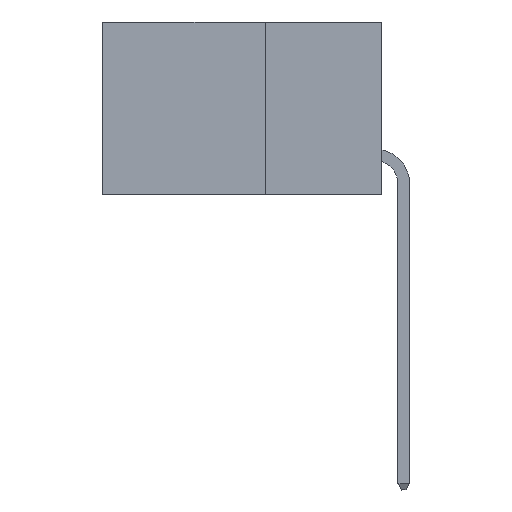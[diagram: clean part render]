
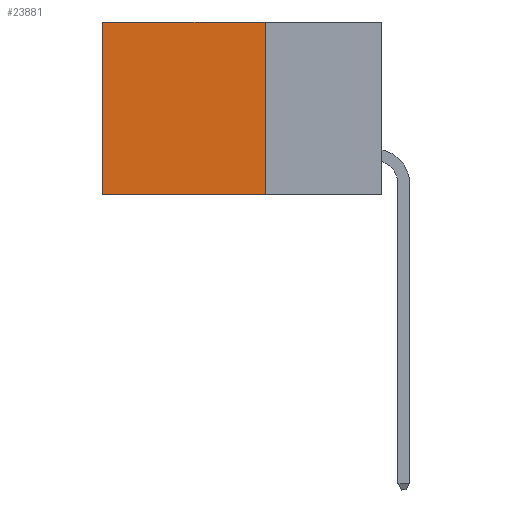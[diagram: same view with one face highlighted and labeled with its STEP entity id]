
A CAD part, left-side view. The second image highlights one B-rep face of the part: STEP entity #23881.
In plain terms, the highlighted planar face has unit normal (-1, 0, 0).
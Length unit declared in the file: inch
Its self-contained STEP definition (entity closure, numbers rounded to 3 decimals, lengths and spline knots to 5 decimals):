
#281 = EDGE_LOOP ( 'NONE', ( #8905, #11776, #22970, #20933 ) ) ;
#1631 = PLANE ( 'NONE',  #39463 ) ;
#3541 = LINE ( 'NONE', #14596, #34846 ) ;
#3781 = FACE_OUTER_BOUND ( 'NONE', #281, .T. ) ;
#6378 = EDGE_CURVE ( 'NONE', #22856, #6596, #28305, .T. ) ;
#6596 = VERTEX_POINT ( 'NONE', #29817 ) ;
#8068 = CARTESIAN_POINT ( 'NONE',  ( 0.2875, 0.6, -0.37 ) ) ;
#8905 = ORIENTED_EDGE ( 'NONE', *, *, #18991, .T. ) ;
#9035 = DIRECTION ( 'NONE',  ( 0., 1., 0. ) ) ;
#9705 = LINE ( 'NONE', #15836, #10719 ) ;
#10719 = VECTOR ( 'NONE', #42611, 39.37008 ) ;
#11125 = CARTESIAN_POINT ( 'NONE',  ( 0.2875, 0.25, -0.37 ) ) ;
#11574 = DIRECTION ( 'NONE',  ( 0., 1., 0. ) ) ;
#11776 = ORIENTED_EDGE ( 'NONE', *, *, #36531, .F. ) ;
#14596 = CARTESIAN_POINT ( 'NONE',  ( 0.2875, 0.25, -0.37 ) ) ;
#14912 = DIRECTION ( 'NONE',  ( 0., 0., -1. ) ) ;
#15836 = CARTESIAN_POINT ( 'NONE',  ( 0.2875, 0.6, 0. ) ) ;
#16452 = DIRECTION ( 'NONE',  ( 1., 0., 0. ) ) ;
#17638 = CARTESIAN_POINT ( 'NONE',  ( 0.2875, 0.25, 0. ) ) ;
#18364 = CARTESIAN_POINT ( 'NONE',  ( 0.2875, 0.25, 0. ) ) ;
#18991 = EDGE_CURVE ( 'NONE', #6596, #24927, #9705, .T. ) ;
#20933 = ORIENTED_EDGE ( 'NONE', *, *, #6378, .T. ) ;
#22856 = VERTEX_POINT ( 'NONE', #30790 ) ;
#22970 = ORIENTED_EDGE ( 'NONE', *, *, #43782, .F. ) ;
#23881 = ADVANCED_FACE ( 'NONE', ( #3781 ), #1631, .F. ) ;
#24530 = VECTOR ( 'NONE', #11574, 39.37008 ) ;
#24927 = VERTEX_POINT ( 'NONE', #8068 ) ;
#25164 = DIRECTION ( 'NONE',  ( 0., 0., -1. ) ) ;
#28305 = LINE ( 'NONE', #17638, #24530 ) ;
#29505 = VERTEX_POINT ( 'NONE', #11125 ) ;
#29817 = CARTESIAN_POINT ( 'NONE',  ( 0.2875, 0.6, 0. ) ) ;
#30790 = CARTESIAN_POINT ( 'NONE',  ( 0.2875, 0.25, 0. ) ) ;
#34259 = CARTESIAN_POINT ( 'NONE',  ( 0.2875, 0.25, 0. ) ) ;
#34846 = VECTOR ( 'NONE', #9035, 39.37008 ) ;
#35882 = LINE ( 'NONE', #18364, #43995 ) ;
#36531 = EDGE_CURVE ( 'NONE', #29505, #24927, #3541, .T. ) ;
#39463 = AXIS2_PLACEMENT_3D ( 'NONE', #34259, #16452, #25164 ) ;
#42611 = DIRECTION ( 'NONE',  ( 0., 0., -1. ) ) ;
#43782 = EDGE_CURVE ( 'NONE', #22856, #29505, #35882, .T. ) ;
#43995 = VECTOR ( 'NONE', #14912, 39.37008 ) ;
